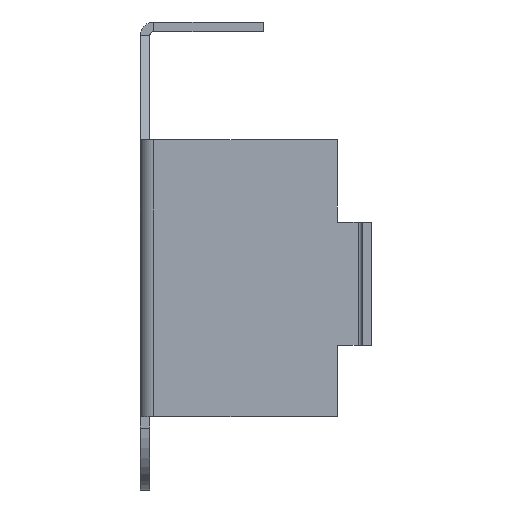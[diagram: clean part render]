
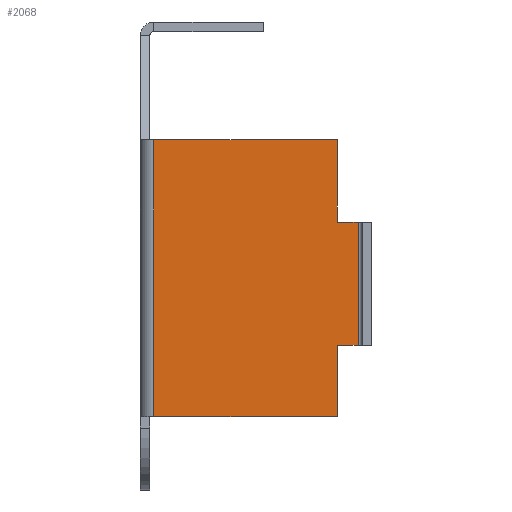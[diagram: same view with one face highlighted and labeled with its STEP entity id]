
A CAD part, left-side view. The second image highlights one B-rep face of the part: STEP entity #2068.
In plain terms, the highlighted planar face has unit normal (-1, 0, 0).
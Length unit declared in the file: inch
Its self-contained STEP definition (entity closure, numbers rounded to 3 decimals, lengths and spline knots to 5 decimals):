
#128 = VERTEX_POINT ( 'NONE', #1630 ) ;
#148 = DIRECTION ( 'NONE',  ( 0., -1., 0. ) ) ;
#213 = CARTESIAN_POINT ( 'NONE',  ( -0.26, 0., 0. ) ) ;
#226 = LINE ( 'NONE', #3018, #858 ) ;
#247 = CARTESIAN_POINT ( 'NONE',  ( -0.26, 0.01378, -0.0905 ) ) ;
#249 = VERTEX_POINT ( 'NONE', #2306 ) ;
#260 = DIRECTION ( 'NONE',  ( 0., -1., 0. ) ) ;
#279 = EDGE_CURVE ( 'NONE', #2310, #1955, #1651, .T. ) ;
#444 = VECTOR ( 'NONE', #1040, 39.37008 ) ;
#525 = DIRECTION ( 'NONE',  ( 0., 0., 1. ) ) ;
#569 = CARTESIAN_POINT ( 'NONE',  ( -0.26, 0.22122, 0.118 ) ) ;
#611 = AXIS2_PLACEMENT_3D ( 'NONE', #213, #774, #2408 ) ;
#664 = VECTOR ( 'NONE', #1494, 39.37008 ) ;
#705 = CARTESIAN_POINT ( 'NONE',  ( -0.26, 0.22122, -0.163 ) ) ;
#774 = DIRECTION ( 'NONE',  ( -1., 0., 0. ) ) ;
#783 = CARTESIAN_POINT ( 'NONE',  ( -0.26, 0.035, -0.0905 ) ) ;
#789 = LINE ( 'NONE', #1241, #3431 ) ;
#805 = VECTOR ( 'NONE', #3221, 39.37008 ) ;
#858 = VECTOR ( 'NONE', #260, 39.37008 ) ;
#981 = FACE_OUTER_BOUND ( 'NONE', #984, .T. ) ;
#984 = EDGE_LOOP ( 'NONE', ( #1920, #2028, #3155, #2114, #2395, #2181, #3075, #2479 ) ) ;
#1040 = DIRECTION ( 'NONE',  ( 0., 0., -1. ) ) ;
#1048 = EDGE_CURVE ( 'NONE', #249, #128, #1087, .T. ) ;
#1087 = LINE ( 'NONE', #247, #1121 ) ;
#1121 = VECTOR ( 'NONE', #525, 39.37008 ) ;
#1237 = LINE ( 'NONE', #2228, #2611 ) ;
#1241 = CARTESIAN_POINT ( 'NONE',  ( -0.26, 0.035, 0.118 ) ) ;
#1284 = EDGE_CURVE ( 'NONE', #2310, #3445, #789, .T. ) ;
#1385 = LINE ( 'NONE', #1725, #3293 ) ;
#1434 = EDGE_CURVE ( 'NONE', #2044, #1955, #2261, .T. ) ;
#1494 = DIRECTION ( 'NONE',  ( 0., 0., -1. ) ) ;
#1602 = PLANE ( 'NONE',  #611 ) ;
#1630 = CARTESIAN_POINT ( 'NONE',  ( -0.26, 0.01378, 0.0345 ) ) ;
#1651 = LINE ( 'NONE', #2338, #664 ) ;
#1725 = CARTESIAN_POINT ( 'NONE',  ( -0.26, 0.035, 0.0345 ) ) ;
#1853 = CARTESIAN_POINT ( 'NONE',  ( -0.26, 0.035, -0.163 ) ) ;
#1920 = ORIENTED_EDGE ( 'NONE', *, *, #1284, .F. ) ;
#1955 = VERTEX_POINT ( 'NONE', #705 ) ;
#1988 = DIRECTION ( 'NONE',  ( 0., -1., 0. ) ) ;
#2022 = CARTESIAN_POINT ( 'NONE',  ( -0.26, 0.035, -0.163 ) ) ;
#2028 = ORIENTED_EDGE ( 'NONE', *, *, #279, .T. ) ;
#2036 = VERTEX_POINT ( 'NONE', #783 ) ;
#2044 = VERTEX_POINT ( 'NONE', #1853 ) ;
#2068 = ADVANCED_FACE ( 'NONE', ( #981 ), #1602, .T. ) ;
#2114 = ORIENTED_EDGE ( 'NONE', *, *, #3197, .F. ) ;
#2181 = ORIENTED_EDGE ( 'NONE', *, *, #1048, .T. ) ;
#2208 = EDGE_CURVE ( 'NONE', #2036, #249, #226, .T. ) ;
#2228 = CARTESIAN_POINT ( 'NONE',  ( -0.26, 0.035, -0.163 ) ) ;
#2261 = LINE ( 'NONE', #2661, #805 ) ;
#2284 = CARTESIAN_POINT ( 'NONE',  ( -0.26, 0.035, 0.0345 ) ) ;
#2306 = CARTESIAN_POINT ( 'NONE',  ( -0.26, 0.01378, -0.0905 ) ) ;
#2310 = VERTEX_POINT ( 'NONE', #569 ) ;
#2338 = CARTESIAN_POINT ( 'NONE',  ( -0.26, 0.22122, 0. ) ) ;
#2395 = ORIENTED_EDGE ( 'NONE', *, *, #2208, .T. ) ;
#2408 = DIRECTION ( 'NONE',  ( 0., -1., 0. ) ) ;
#2479 = ORIENTED_EDGE ( 'NONE', *, *, #2504, .F. ) ;
#2504 = EDGE_CURVE ( 'NONE', #3445, #3404, #1237, .T. ) ;
#2573 = EDGE_CURVE ( 'NONE', #3404, #128, #1385, .T. ) ;
#2611 = VECTOR ( 'NONE', #2798, 39.37008 ) ;
#2661 = CARTESIAN_POINT ( 'NONE',  ( -0.26, 0.22516, -0.163 ) ) ;
#2798 = DIRECTION ( 'NONE',  ( 0., 0., -1. ) ) ;
#2833 = CARTESIAN_POINT ( 'NONE',  ( -0.26, 0.035, 0.118 ) ) ;
#3018 = CARTESIAN_POINT ( 'NONE',  ( -0.26, 0.035, -0.0905 ) ) ;
#3075 = ORIENTED_EDGE ( 'NONE', *, *, #2573, .F. ) ;
#3155 = ORIENTED_EDGE ( 'NONE', *, *, #1434, .F. ) ;
#3197 = EDGE_CURVE ( 'NONE', #2036, #2044, #3352, .T. ) ;
#3221 = DIRECTION ( 'NONE',  ( 0., 1., 0. ) ) ;
#3293 = VECTOR ( 'NONE', #1988, 39.37008 ) ;
#3352 = LINE ( 'NONE', #2022, #444 ) ;
#3404 = VERTEX_POINT ( 'NONE', #2284 ) ;
#3431 = VECTOR ( 'NONE', #148, 39.37008 ) ;
#3445 = VERTEX_POINT ( 'NONE', #2833 ) ;
